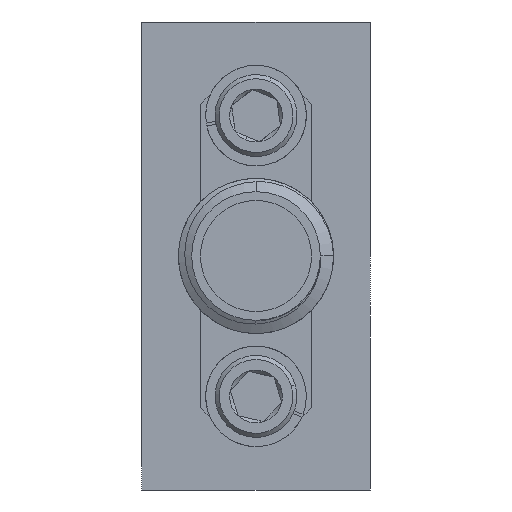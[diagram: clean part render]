
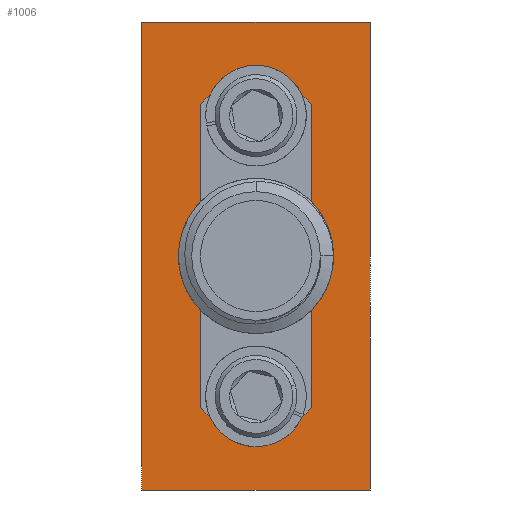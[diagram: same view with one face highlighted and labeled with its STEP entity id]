
A CAD part, left-side view. The second image highlights one B-rep face of the part: STEP entity #1006.
In plain terms, the highlighted planar face has unit normal (-1, 0, 0).
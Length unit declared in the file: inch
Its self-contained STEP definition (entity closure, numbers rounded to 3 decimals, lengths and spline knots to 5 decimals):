
#74 = VERTEX_POINT ( 'NONE', #5331 ) ;
#92 = CIRCLE ( 'NONE', #7533, 0.075 ) ;
#321 = CARTESIAN_POINT ( 'NONE',  ( -0.41095, 0.08755, 0.44141 ) ) ;
#365 = CARTESIAN_POINT ( 'NONE',  ( -0.41095, -0.10745, 0.28141 ) ) ;
#514 = CARTESIAN_POINT ( 'NONE',  ( -0.41095, 0.08755, 0.44141 ) ) ;
#556 = EDGE_CURVE ( 'NONE', #896, #5894, #5255, .T. ) ;
#715 = ORIENTED_EDGE ( 'NONE', *, *, #6867, .F. ) ;
#835 = DIRECTION ( 'NONE',  ( 0., 0., -1. ) ) ;
#856 = VECTOR ( 'NONE', #4440, 39.37008 ) ;
#869 = AXIS2_PLACEMENT_3D ( 'NONE', #2104, #6930, #5922 ) ;
#896 = VERTEX_POINT ( 'NONE', #4178 ) ;
#904 = DIRECTION ( 'NONE',  ( -1., 0., 0. ) ) ;
#945 = DIRECTION ( 'NONE',  ( 0., 0., -1. ) ) ;
#1006 = ADVANCED_FACE ( 'NONE', ( #2846, #6426, #4554, #1552 ), #5096, .F. ) ;
#1063 = CIRCLE ( 'NONE', #7161, 0.05224 ) ;
#1174 = ORIENTED_EDGE ( 'NONE', *, *, #556, .T. ) ;
#1373 = CIRCLE ( 'NONE', #869, 0.075 ) ;
#1446 = VECTOR ( 'NONE', #3334, 39.37008 ) ;
#1452 = CIRCLE ( 'NONE', #2195, 0.05503 ) ;
#1552 = FACE_BOUND ( 'NONE', #4128, .T. ) ;
#1568 = CARTESIAN_POINT ( 'NONE',  ( -0.41095, -0.10745, -0.19859 ) ) ;
#1739 = EDGE_CURVE ( 'NONE', #74, #3840, #6188, .T. ) ;
#1794 = ORIENTED_EDGE ( 'NONE', *, *, #2939, .F. ) ;
#1808 = VERTEX_POINT ( 'NONE', #6370 ) ;
#2034 = LINE ( 'NONE', #321, #4982 ) ;
#2104 = CARTESIAN_POINT ( 'NONE',  ( -0.41095, -0.10745, 0.04141 ) ) ;
#2113 = CARTESIAN_POINT ( 'NONE',  ( -0.41095, -0.10745, -0.14635 ) ) ;
#2154 = DIRECTION ( 'NONE',  ( 1., 0., 0. ) ) ;
#2195 = AXIS2_PLACEMENT_3D ( 'NONE', #365, #2154, #2748 ) ;
#2210 = VERTEX_POINT ( 'NONE', #2113 ) ;
#2238 = CIRCLE ( 'NONE', #4596, 0.05224 ) ;
#2264 = DIRECTION ( 'NONE',  ( 1., 0., 0. ) ) ;
#2281 = EDGE_CURVE ( 'NONE', #2210, #6480, #1063, .T. ) ;
#2462 = DIRECTION ( 'NONE',  ( 0., 0., 1. ) ) ;
#2526 = AXIS2_PLACEMENT_3D ( 'NONE', #6279, #6657, #4450 ) ;
#2738 = ORIENTED_EDGE ( 'NONE', *, *, #1739, .T. ) ;
#2748 = DIRECTION ( 'NONE',  ( 0., 0., -1. ) ) ;
#2846 = FACE_BOUND ( 'NONE', #5717, .T. ) ;
#2850 = CARTESIAN_POINT ( 'NONE',  ( -0.41095, -0.10745, 0.04141 ) ) ;
#2890 = DIRECTION ( 'NONE',  ( 0., 0., -1. ) ) ;
#2939 = EDGE_CURVE ( 'NONE', #6375, #3840, #2034, .T. ) ;
#3088 = CARTESIAN_POINT ( 'NONE',  ( -0.41095, 0.08755, -0.35859 ) ) ;
#3292 = CARTESIAN_POINT ( 'NONE',  ( -0.41095, -0.10745, -0.19859 ) ) ;
#3334 = DIRECTION ( 'NONE',  ( 0., -1., 0. ) ) ;
#3576 = ORIENTED_EDGE ( 'NONE', *, *, #2281, .F. ) ;
#3705 = LINE ( 'NONE', #6287, #4824 ) ;
#3840 = VERTEX_POINT ( 'NONE', #4376 ) ;
#3889 = CARTESIAN_POINT ( 'NONE',  ( -0.41095, -0.30245, 0.44141 ) ) ;
#3891 = DIRECTION ( 'NONE',  ( 0., 0., -1. ) ) ;
#4018 = EDGE_LOOP ( 'NONE', ( #7002, #1174 ) ) ;
#4128 = EDGE_LOOP ( 'NONE', ( #6525, #7209 ) ) ;
#4178 = CARTESIAN_POINT ( 'NONE',  ( -0.41095, -0.10745, 0.33644 ) ) ;
#4190 = ORIENTED_EDGE ( 'NONE', *, *, #6912, .T. ) ;
#4376 = CARTESIAN_POINT ( 'NONE',  ( -0.41095, -0.30245, 0.44141 ) ) ;
#4420 = EDGE_CURVE ( 'NONE', #1808, #6107, #1373, .T. ) ;
#4436 = EDGE_LOOP ( 'NONE', ( #2738, #1794, #715, #4190 ) ) ;
#4440 = DIRECTION ( 'NONE',  ( 0., 0., 1. ) ) ;
#4450 = DIRECTION ( 'NONE',  ( 0., 0., -1. ) ) ;
#4554 = FACE_OUTER_BOUND ( 'NONE', #4436, .T. ) ;
#4596 = AXIS2_PLACEMENT_3D ( 'NONE', #3292, #5660, #835 ) ;
#4824 = VECTOR ( 'NONE', #2462, 39.37008 ) ;
#4837 = CARTESIAN_POINT ( 'NONE',  ( -0.41095, 0.08755, -0.35859 ) ) ;
#4982 = VECTOR ( 'NONE', #6858, 39.37008 ) ;
#5096 = PLANE ( 'NONE',  #7337 ) ;
#5149 = EDGE_CURVE ( 'NONE', #6480, #2210, #2238, .T. ) ;
#5255 = CIRCLE ( 'NONE', #2526, 0.05503 ) ;
#5331 = CARTESIAN_POINT ( 'NONE',  ( -0.41095, -0.30245, -0.35859 ) ) ;
#5574 = CARTESIAN_POINT ( 'NONE',  ( -0.41095, -0.10745, 0.22638 ) ) ;
#5620 = ORIENTED_EDGE ( 'NONE', *, *, #5149, .F. ) ;
#5660 = DIRECTION ( 'NONE',  ( -1., 0., 0. ) ) ;
#5717 = EDGE_LOOP ( 'NONE', ( #5620, #3576 ) ) ;
#5894 = VERTEX_POINT ( 'NONE', #5574 ) ;
#5922 = DIRECTION ( 'NONE',  ( 0., 0., -1. ) ) ;
#6078 = LINE ( 'NONE', #4837, #1446 ) ;
#6107 = VERTEX_POINT ( 'NONE', #6317 ) ;
#6138 = EDGE_CURVE ( 'NONE', #6107, #1808, #92, .T. ) ;
#6188 = LINE ( 'NONE', #3889, #856 ) ;
#6279 = CARTESIAN_POINT ( 'NONE',  ( -0.41095, -0.10745, 0.28141 ) ) ;
#6287 = CARTESIAN_POINT ( 'NONE',  ( -0.41095, 0.08755, 0.44141 ) ) ;
#6317 = CARTESIAN_POINT ( 'NONE',  ( -0.41095, -0.10745, 0.11641 ) ) ;
#6370 = CARTESIAN_POINT ( 'NONE',  ( -0.41095, -0.10745, -0.03359 ) ) ;
#6375 = VERTEX_POINT ( 'NONE', #7248 ) ;
#6426 = FACE_BOUND ( 'NONE', #4018, .T. ) ;
#6480 = VERTEX_POINT ( 'NONE', #6922 ) ;
#6525 = ORIENTED_EDGE ( 'NONE', *, *, #6138, .T. ) ;
#6657 = DIRECTION ( 'NONE',  ( 1., 0., 0. ) ) ;
#6858 = DIRECTION ( 'NONE',  ( 0., -1., 0. ) ) ;
#6863 = VERTEX_POINT ( 'NONE', #3088 ) ;
#6867 = EDGE_CURVE ( 'NONE', #6863, #6375, #3705, .T. ) ;
#6912 = EDGE_CURVE ( 'NONE', #6863, #74, #6078, .T. ) ;
#6922 = CARTESIAN_POINT ( 'NONE',  ( -0.41095, -0.10745, -0.25083 ) ) ;
#6930 = DIRECTION ( 'NONE',  ( 1., 0., 0. ) ) ;
#7002 = ORIENTED_EDGE ( 'NONE', *, *, #7011, .T. ) ;
#7011 = EDGE_CURVE ( 'NONE', #5894, #896, #1452, .T. ) ;
#7161 = AXIS2_PLACEMENT_3D ( 'NONE', #1568, #904, #945 ) ;
#7209 = ORIENTED_EDGE ( 'NONE', *, *, #4420, .T. ) ;
#7248 = CARTESIAN_POINT ( 'NONE',  ( -0.41095, 0.08755, 0.44141 ) ) ;
#7337 = AXIS2_PLACEMENT_3D ( 'NONE', #514, #2264, #2890 ) ;
#7533 = AXIS2_PLACEMENT_3D ( 'NONE', #2850, #7601, #3891 ) ;
#7601 = DIRECTION ( 'NONE',  ( 1., 0., 0. ) ) ;
